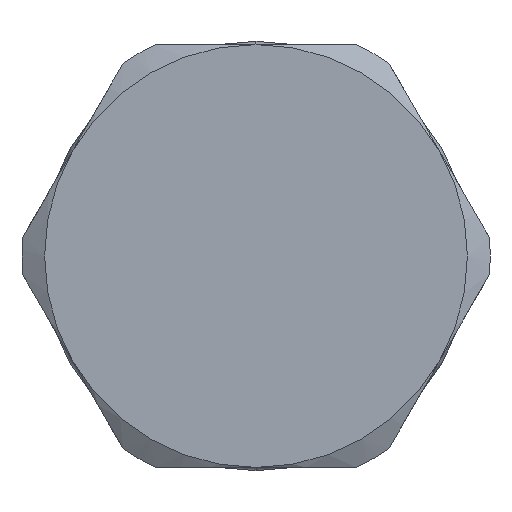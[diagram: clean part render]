
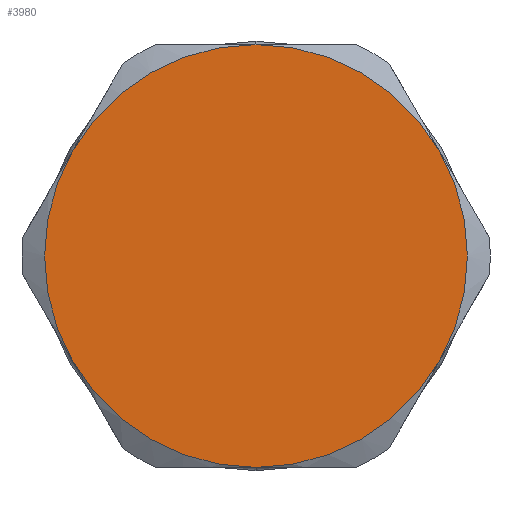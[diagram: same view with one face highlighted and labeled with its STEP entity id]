
A CAD part, left-side view. The second image highlights one B-rep face of the part: STEP entity #3980.
In plain terms, the highlighted planar face has unit normal (-1, 0, 0).
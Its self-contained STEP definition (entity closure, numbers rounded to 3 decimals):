
#166 = FACE_OUTER_BOUND ( 'NONE', #4958, .T. ) ;
#228 = CIRCLE ( 'NONE', #4178, 11.11 ) ;
#294 = CIRCLE ( 'NONE', #2929, 11.11 ) ;
#410 = DIRECTION ( 'NONE',  ( 0., 0., 1. ) ) ;
#434 = EDGE_CURVE ( 'NONE', #1964, #4719, #228, .T. ) ;
#650 = CARTESIAN_POINT ( 'NONE',  ( 0., 0., 11.11 ) ) ;
#721 = EDGE_CURVE ( 'NONE', #5943, #3311, #4706, .T. ) ;
#837 = CARTESIAN_POINT ( 'NONE',  ( 0., 0., -11.11 ) ) ;
#863 = AXIS2_PLACEMENT_3D ( 'NONE', #2528, #5781, #7248 ) ;
#1289 = DIRECTION ( 'NONE',  ( -1., 0., 0. ) ) ;
#1406 = AXIS2_PLACEMENT_3D ( 'NONE', #7670, #6229, #7559 ) ;
#1529 = AXIS2_PLACEMENT_3D ( 'NONE', #3244, #2493, #4586 ) ;
#1742 = EDGE_CURVE ( 'NONE', #4719, #5943, #294, .T. ) ;
#1964 = VERTEX_POINT ( 'NONE', #5297 ) ;
#2493 = DIRECTION ( 'NONE',  ( 1., 0., 0. ) ) ;
#2528 = CARTESIAN_POINT ( 'NONE',  ( 0., 0., 0. ) ) ;
#2836 = DIRECTION ( 'NONE',  ( -1., 0., 0. ) ) ;
#2929 = AXIS2_PLACEMENT_3D ( 'NONE', #6886, #2836, #8223 ) ;
#3244 = CARTESIAN_POINT ( 'NONE',  ( 0., 0., 0. ) ) ;
#3253 = CARTESIAN_POINT ( 'NONE',  ( 0., 9.622, 5.555 ) ) ;
#3311 = VERTEX_POINT ( 'NONE', #3966 ) ;
#3328 = CARTESIAN_POINT ( 'NONE',  ( 0., 0., 0. ) ) ;
#3674 = EDGE_CURVE ( 'NONE', #7439, #1964, #7482, .T. ) ;
#3797 = CARTESIAN_POINT ( 'NONE',  ( 0., 0., 0. ) ) ;
#3966 = CARTESIAN_POINT ( 'NONE',  ( 0., 9.622, -5.555 ) ) ;
#3980 = ADVANCED_FACE ( 'NONE', ( #166 ), #5211, .F. ) ;
#3996 = CARTESIAN_POINT ( 'NONE',  ( 0., 0., 0. ) ) ;
#4007 = DIRECTION ( 'NONE',  ( -1., 0., 0. ) ) ;
#4038 = DIRECTION ( 'NONE',  ( 0., 0., 1. ) ) ;
#4117 = CARTESIAN_POINT ( 'NONE',  ( 0., -9.622, -5.555 ) ) ;
#4178 = AXIS2_PLACEMENT_3D ( 'NONE', #3328, #4007, #4038 ) ;
#4311 = ORIENTED_EDGE ( 'NONE', *, *, #5102, .T. ) ;
#4496 = DIRECTION ( 'NONE',  ( -1., 0., 0. ) ) ;
#4579 = ORIENTED_EDGE ( 'NONE', *, *, #5960, .T. ) ;
#4586 = DIRECTION ( 'NONE',  ( 0., 0., -1. ) ) ;
#4706 = CIRCLE ( 'NONE', #5701, 11.11 ) ;
#4719 = VERTEX_POINT ( 'NONE', #650 ) ;
#4958 = EDGE_LOOP ( 'NONE', ( #7315, #7034, #4311, #4579, #5933, #6545 ) ) ;
#5102 = EDGE_CURVE ( 'NONE', #3311, #6958, #6032, .T. ) ;
#5211 = PLANE ( 'NONE',  #1529 ) ;
#5297 = CARTESIAN_POINT ( 'NONE',  ( 0., -9.622, 5.555 ) ) ;
#5701 = AXIS2_PLACEMENT_3D ( 'NONE', #3797, #4496, #410 ) ;
#5781 = DIRECTION ( 'NONE',  ( -1., 0., 0. ) ) ;
#5933 = ORIENTED_EDGE ( 'NONE', *, *, #3674, .T. ) ;
#5943 = VERTEX_POINT ( 'NONE', #3253 ) ;
#5960 = EDGE_CURVE ( 'NONE', #6958, #7439, #7767, .T. ) ;
#6032 = CIRCLE ( 'NONE', #863, 11.11 ) ;
#6229 = DIRECTION ( 'NONE',  ( -1., 0., 0. ) ) ;
#6545 = ORIENTED_EDGE ( 'NONE', *, *, #434, .T. ) ;
#6673 = DIRECTION ( 'NONE',  ( 0., 0., 1. ) ) ;
#6886 = CARTESIAN_POINT ( 'NONE',  ( 0., 0., 0. ) ) ;
#6958 = VERTEX_POINT ( 'NONE', #837 ) ;
#7034 = ORIENTED_EDGE ( 'NONE', *, *, #721, .T. ) ;
#7248 = DIRECTION ( 'NONE',  ( 0., 0., 1. ) ) ;
#7315 = ORIENTED_EDGE ( 'NONE', *, *, #1742, .T. ) ;
#7439 = VERTEX_POINT ( 'NONE', #4117 ) ;
#7482 = CIRCLE ( 'NONE', #1406, 11.11 ) ;
#7559 = DIRECTION ( 'NONE',  ( 0., 0., 1. ) ) ;
#7566 = AXIS2_PLACEMENT_3D ( 'NONE', #3996, #1289, #6673 ) ;
#7670 = CARTESIAN_POINT ( 'NONE',  ( 0., 0., 0. ) ) ;
#7767 = CIRCLE ( 'NONE', #7566, 11.11 ) ;
#8223 = DIRECTION ( 'NONE',  ( 0., 0., 1. ) ) ;
